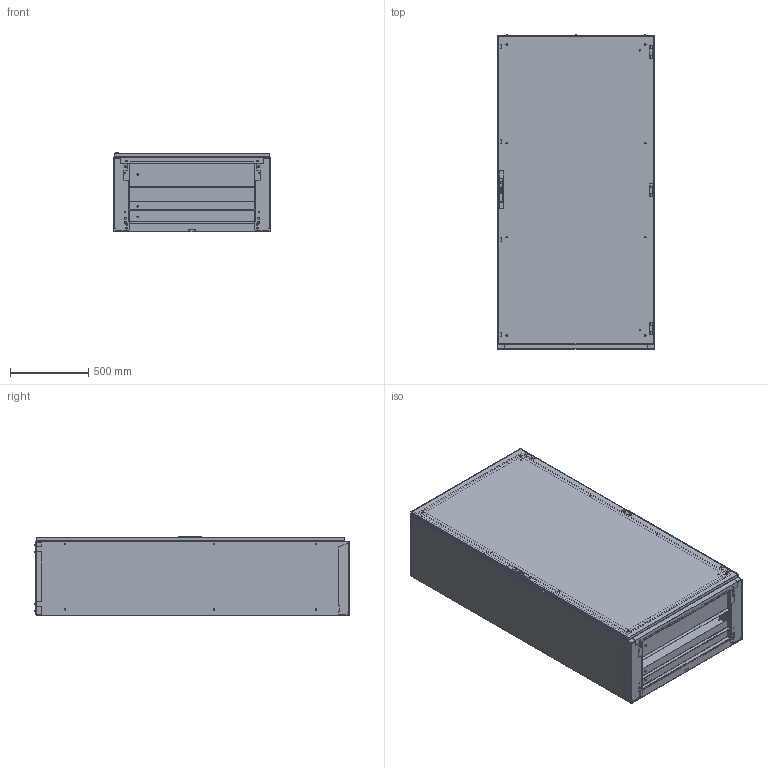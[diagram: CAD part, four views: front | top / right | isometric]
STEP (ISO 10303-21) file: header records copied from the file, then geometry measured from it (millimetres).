
FILE_DESCRIPTION (( 'STEP AP214' ), '1' );
FILE_NAME ('0390-1020-50-17.STEP', '2014-12-03T10:01:03', ( '' ), ( '' ), 'SwSTEP 2.0', 'SolidWorks 2014', '' );
FILE_SCHEMA (( 'AUTOMOTIVE_DESIGN' ));
Length unit declared in the file: millimetre
Products named in the file (19): Bodenplatte hinten 0395 f黵 0390 (Modell) B1000; Tragschiene unten rechts (Modell) T500; Abwicklung kpl (Modell) B1000H2000T500; Bodenplatte mitte 0395 f黵 0390 (Modell) B1000; 0390-1020-50-17; Bodenplatte vorne 0395 f黵 0390 (Modell) B1000; Tragschiene oben rechts (Modell) T500; Montageplatte kpl 0348 (Modell) B1000H2000; Arretierwinkel kpl rechts (Modell) 1000; Arretierwinkel kpl links (Modell) 1000; Rasthalterung kpl rechts (Modell) 1000; Rasthalterung kpl links (Modell) 1000; Montageplatte 0348 (Modell) B1000H2000; Tragschiene oben links (Modell) T500; Dachwinkel vorn-hinten (Modell) B1000; Tragschiene unten links (Modell) T500; Dachplatte 0390 (Modell) B1000T500; Bodenblech vorn-hinten (Modell) B1000; Tuere 0395 (Modell) B1000H2000
Assembly tree (18 placements, depth 3):
  0390-1020-50-17
    Abwicklung kpl (Modell) B1000H2000T500
    Tragschiene unten rechts (Modell) T500
    Tuere 0395 (Modell) B1000H2000
    Bodenblech vorn-hinten (Modell) B1000
    Dachplatte 0390 (Modell) B1000T500
    Tragschiene unten links (Modell) T500
    Dachwinkel vorn-hinten (Modell) B1000
    Tragschiene oben links (Modell) T500
    Montageplatte kpl 0348 (Modell) B1000H2000
      Montageplatte 0348 (Modell) B1000H2000
      Rasthalterung kpl links (Modell) 1000
      Rasthalterung kpl rechts (Modell) 1000
      Arretierwinkel kpl links (Modell) 1000
      Arretierwinkel kpl rechts (Modell) 1000
    Tragschiene oben rechts (Modell) T500
    Bodenplatte vorne 0395 f黵 0390 (Modell) B1000
    Bodenplatte mitte 0395 f黵 0390 (Modell) B1000
    Bodenplatte hinten 0395 f黵 0390 (Modell) B1000
Bounding box: 1000 x 2006.5 x 507.5 mm (x, y, z)
Volume: 20571395.7 mm3; surface area: 21029485.6 mm2
Topology: 31 solids, 31 shells, 2649 faces, 7094 edges, 4701 vertices
Faces by surface type: plane 1347, cylinder 1242, cone 60
Entity records: 105949 total; most frequent: DIRECTION 14924, CARTESIAN_POINT 14727, ORIENTED_EDGE 14188, EDGE_CURVE 7094, AXIS2_PLACEMENT_3D 5234, VERTEX_POINT 4701, LINE 4456, VECTOR 4456
